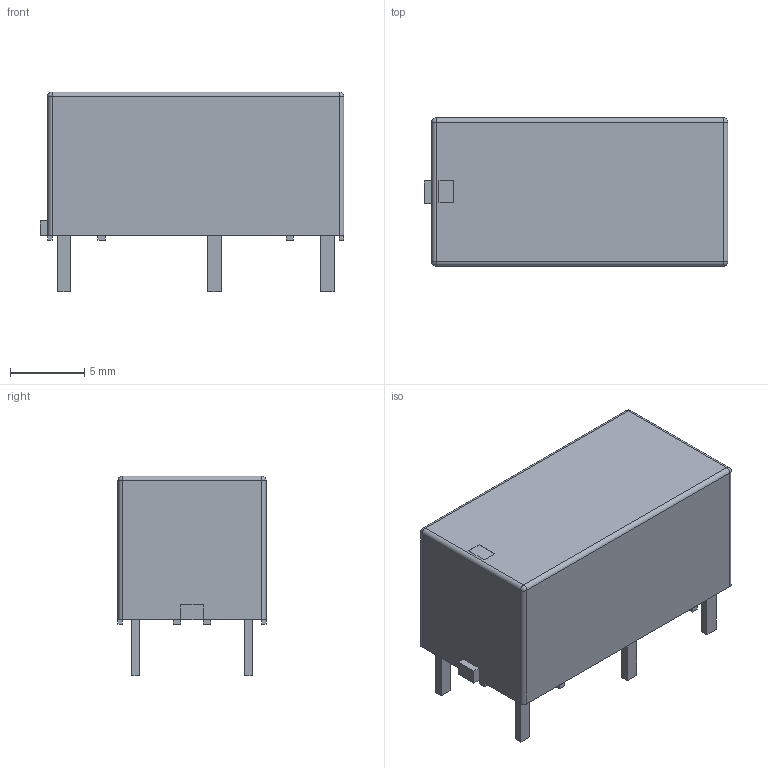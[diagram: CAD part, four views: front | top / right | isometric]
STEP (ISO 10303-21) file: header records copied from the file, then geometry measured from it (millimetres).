
FILE_DESCRIPTION((''),'2;1');
FILE_NAME('REL_OMRON_G6B-1114P.stp','2014-08-19T10:21:28',(''),(''),'Mechanical Desktop 2011','Mechanical Desktop 2011',', , ');
FILE_SCHEMA(('AUTOMOTIVE_DESIGN { 1 2 10303 214 1 1 1 1 }'));
Length unit declared in the file: millimetre
Products named in the file (1): Product
Bounding box: 20.5 x 10 x 13.5 mm (x, y, z)
Volume: 1945.9 mm3; surface area: 1029.7 mm2
Topology: 15 solids, 15 shells, 107 faces, 220 edges, 140 vertices
Faces by surface type: plane 71, bspline 24, cylinder 8, sphere 4
Entity records: 2775 total; most frequent: CARTESIAN_POINT 536, ORIENTED_EDGE 432, DIRECTION 400, EDGE_CURVE 216, VECTOR 200, LINE 200, VERTEX_POINT 140, EDGE_LOOP 108
